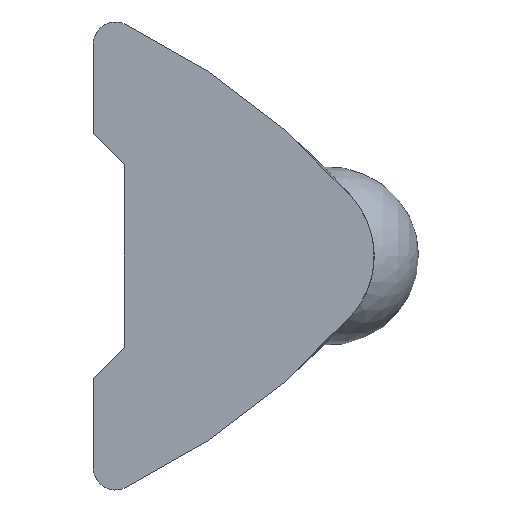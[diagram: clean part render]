
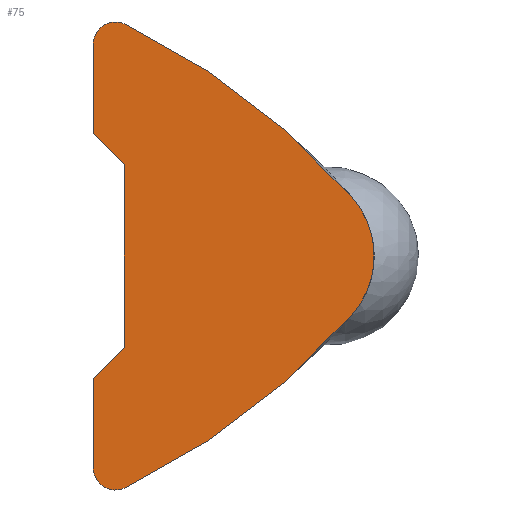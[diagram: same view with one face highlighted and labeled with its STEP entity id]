
A CAD part, left-side view. The second image highlights one B-rep face of the part: STEP entity #75.
In plain terms, the highlighted planar face has unit normal (-1, 0, 0).
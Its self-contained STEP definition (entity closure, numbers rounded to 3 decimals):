
#75 = ADVANCED_FACE( '', ( #147 ), #148, .F. );
#147 = FACE_OUTER_BOUND( '', #213, .T. );
#148 = PLANE( '', #214 );
#213 = EDGE_LOOP( '', ( #371, #372, #373, #374, #375, #376, #377, #378, #379, #380 ) );
#214 = AXIS2_PLACEMENT_3D( '', #381, #382, #383 );
#371 = ORIENTED_EDGE( '', *, *, #452, .F. );
#372 = ORIENTED_EDGE( '', *, *, #430, .F. );
#373 = ORIENTED_EDGE( '', *, *, #418, .F. );
#374 = ORIENTED_EDGE( '', *, *, #439, .F. );
#375 = ORIENTED_EDGE( '', *, *, #475, .F. );
#376 = ORIENTED_EDGE( '', *, *, #443, .F. );
#377 = ORIENTED_EDGE( '', *, *, #425, .F. );
#378 = ORIENTED_EDGE( '', *, *, #477, .F. );
#379 = ORIENTED_EDGE( '', *, *, #465, .F. );
#380 = ORIENTED_EDGE( '', *, *, #456, .F. );
#381 = CARTESIAN_POINT( '', ( 0., 5.8, 4.75 ) );
#382 = DIRECTION( '', ( 1., 0., 0. ) );
#383 = DIRECTION( '', ( 0., 0., -1. ) );
#418 = EDGE_CURVE( '', #499, #501, #502, .T. );
#425 = EDGE_CURVE( '', #511, #513, #514, .T. );
#430 = EDGE_CURVE( '', #501, #521, #522, .T. );
#439 = EDGE_CURVE( '', #535, #499, #537, .T. );
#443 = EDGE_CURVE( '', #513, #541, #542, .T. );
#452 = EDGE_CURVE( '', #521, #553, #554, .T. );
#456 = EDGE_CURVE( '', #553, #559, #560, .T. );
#465 = EDGE_CURVE( '', #559, #571, #572, .T. );
#475 = EDGE_CURVE( '', #541, #535, #584, .T. );
#477 = EDGE_CURVE( '', #571, #511, #586, .T. );
#499 = VERTEX_POINT( '', #633 );
#501 = VERTEX_POINT( '', #636 );
#502 = LINE( '', #637, #638 );
#511 = VERTEX_POINT( '', #681 );
#513 = VERTEX_POINT( '', #684 );
#514 = CIRCLE( '', #685, 16. );
#521 = VERTEX_POINT( '', #693 );
#522 = LINE( '', #694, #695 );
#535 = VERTEX_POINT( '', #713 );
#537 = LINE( '', #716, #717 );
#541 = VERTEX_POINT( '', #721 );
#542 = CIRCLE( '', #722, 0.5 );
#553 = VERTEX_POINT( '', #779 );
#554 = LINE( '', #780, #781 );
#559 = VERTEX_POINT( '', #788 );
#560 = CIRCLE( '', #789, 0.5 );
#571 = VERTEX_POINT( '', #820 );
#572 = CIRCLE( '', #821, 16. );
#584 = LINE( '', #858, #859 );
#586 = CIRCLE( '', #861, 2. );
#633 = CARTESIAN_POINT( '', ( 0., 5.6, -2.05 ) );
#636 = CARTESIAN_POINT( '', ( 0., 5.6, 2.05 ) );
#637 = CARTESIAN_POINT( '', ( 0., 5.6, -2.05 ) );
#638 = VECTOR( '', #875, 1000. );
#681 = CARTESIAN_POINT( '', ( 0., 0.493, -1.315 ) );
#684 = CARTESIAN_POINT( '', ( 0., 5.582, -5.2 ) );
#685 = AXIS2_PLACEMENT_3D( '', #879, #880, #881 );
#693 = CARTESIAN_POINT( '', ( 0., 6.3, 2.75 ) );
#694 = CARTESIAN_POINT( '', ( 0., 5.6, 2.05 ) );
#695 = VECTOR( '', #889, 1000. );
#713 = CARTESIAN_POINT( '', ( 0., 6.3, -2.75 ) );
#716 = CARTESIAN_POINT( '', ( 0., 6.3, -2.75 ) );
#717 = VECTOR( '', #899, 1000. );
#721 = CARTESIAN_POINT( '', ( 0., 6.3, -4.75 ) );
#722 = AXIS2_PLACEMENT_3D( '', #903, #904, #905 );
#779 = CARTESIAN_POINT( '', ( 0., 6.3, 4.75 ) );
#780 = CARTESIAN_POINT( '', ( 0., 6.3, 2.75 ) );
#781 = VECTOR( '', #910, 1000. );
#788 = CARTESIAN_POINT( '', ( 0., 5.582, 5.2 ) );
#789 = AXIS2_PLACEMENT_3D( '', #913, #914, #915 );
#820 = CARTESIAN_POINT( '', ( 0., 0.493, 1.315 ) );
#821 = AXIS2_PLACEMENT_3D( '', #925, #926, #927 );
#858 = CARTESIAN_POINT( '', ( 0., 6.3, -4.75 ) );
#859 = VECTOR( '', #933, 1000. );
#861 = AXIS2_PLACEMENT_3D( '', #934, #935, #936 );
#875 = DIRECTION( '', ( 0., 0., 1. ) );
#879 = CARTESIAN_POINT( '', ( 0., 12.55, 9.203 ) );
#880 = DIRECTION( '', ( 1., 0., 0. ) );
#881 = DIRECTION( '', ( 0., 0., -1. ) );
#889 = DIRECTION( '', ( 0., 0.707, 0.707 ) );
#899 = DIRECTION( '', ( 0., -0.707, 0.707 ) );
#903 = CARTESIAN_POINT( '', ( 0., 5.8, -4.75 ) );
#904 = DIRECTION( '', ( 1., 0., 0. ) );
#905 = DIRECTION( '', ( 0., 0., -1. ) );
#910 = DIRECTION( '', ( 0., 0., 1. ) );
#913 = CARTESIAN_POINT( '', ( 0., 5.8, 4.75 ) );
#914 = DIRECTION( '', ( 1., 0., 0. ) );
#915 = DIRECTION( '', ( 0., 0., -1. ) );
#925 = CARTESIAN_POINT( '', ( 0., 12.55, -9.203 ) );
#926 = DIRECTION( '', ( 1., 0., 0. ) );
#927 = DIRECTION( '', ( 0., 0., -1. ) );
#933 = DIRECTION( '', ( 0., 0., 1. ) );
#934 = CARTESIAN_POINT( '', ( 0., 2., 0. ) );
#935 = DIRECTION( '', ( 1., 0., 0. ) );
#936 = DIRECTION( '', ( 0., 0., -1. ) );
